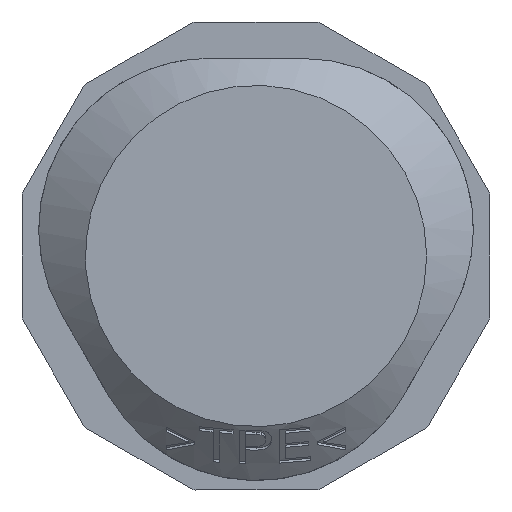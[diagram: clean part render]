
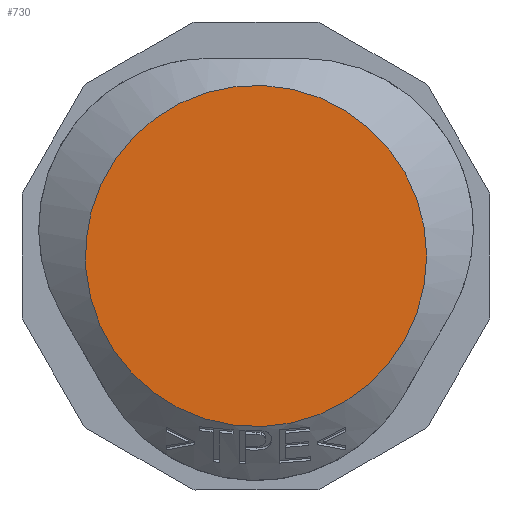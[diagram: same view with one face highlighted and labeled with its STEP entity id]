
A CAD part, front view. The second image highlights one B-rep face of the part: STEP entity #730.
In plain terms, the highlighted planar face has unit normal (0, -1, 0).
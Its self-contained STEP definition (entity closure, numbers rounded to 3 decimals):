
#244=CIRCLE('',#9436,9.5);
#337=PLANE('',#9437);
#730=ADVANCED_FACE('KES-E-R 20/4-A',(#1233),#337,.F.);
#1233=FACE_OUTER_BOUND('',#1715,.T.);
#1715=EDGE_LOOP('',(#2800));
#2800=ORIENTED_EDGE('',*,*,#6237,.F.);
#5293=VERTEX_POINT('',#15778);
#6237=EDGE_CURVE('GENERATED CIRCLE',#5293,#5293,#244,.T.);
#9436=AXIS2_PLACEMENT_3D('',#15777,#10043,#10044);
#9437=AXIS2_PLACEMENT_3D('',#15779,#10045,#10046);
#10043=DIRECTION('',(0.,1.,0.));
#10044=DIRECTION('',(1.,0.,0.));
#10045=DIRECTION('',(0.,1.,0.));
#10046=DIRECTION('',(0.,0.,-1.));
#15777=CARTESIAN_POINT('',(0.,0.,0.));
#15778=CARTESIAN_POINT('',(9.5,0.,0.));
#15779=CARTESIAN_POINT('',(0.,0.,0.));
